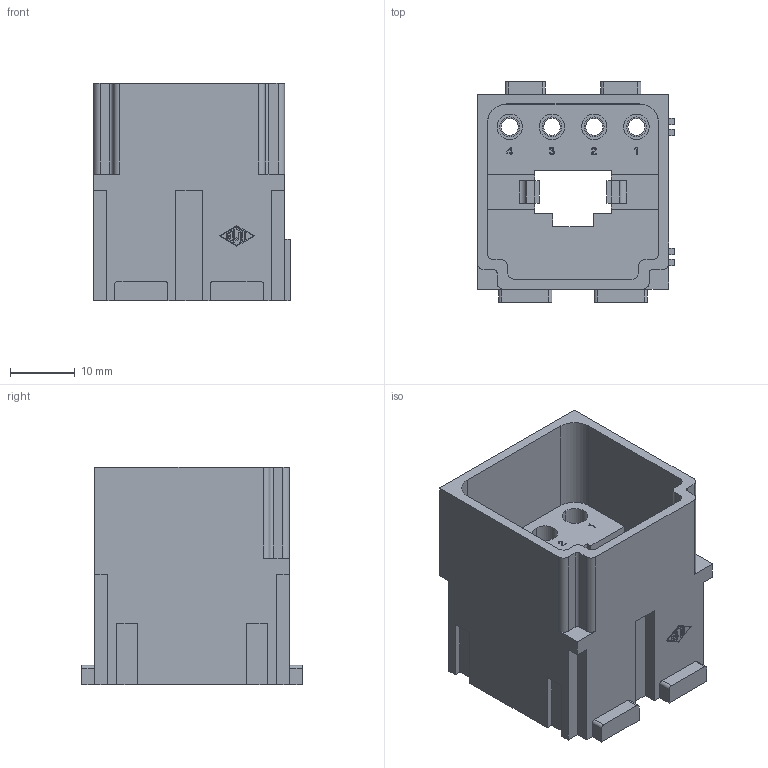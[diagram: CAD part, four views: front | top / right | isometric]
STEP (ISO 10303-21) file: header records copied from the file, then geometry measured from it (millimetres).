
FILE_DESCRIPTION(('CoCreate Modeling STEP Export'),'2;1');
FILE_NAME('CX 01 JM.stp','2010-11-02T11:51:11',(''),(''),'CoCreate Modeling STEP processor for AP214 (Solid Model)','CoCreate Modeling 16.00A 16-Aug-2008 (C) Parametric Technology GmbH','');
FILE_SCHEMA(('AUTOMOTIVE_DESIGN { 1 0 10303 214 1 1 1 1 }'));
Length unit declared in the file: millimetre
Products named in the file (2): CX_01_JM
Assembly tree (1 placements, depth 2):
  CX_01_JM
    CX_01_JM
Bounding box: 30.3 x 34 x 33.5 mm (x, y, z)
Volume: 14670.8 mm3; surface area: 9830.1 mm2
Topology: 1 solids, 1 shells, 543 faces, 1533 edges, 1022 vertices
Faces by surface type: plane 471, cylinder 63, extrusion 9
Entity records: 18781 total; most frequent: CARTESIAN_POINT 3262, ORIENTED_EDGE 3066, DIRECTION 2569, EDGE_CURVE 1533, VECTOR 1389, LINE 1380, VERTEX_POINT 1022, AXIS2_PLACEMENT_3D 590
